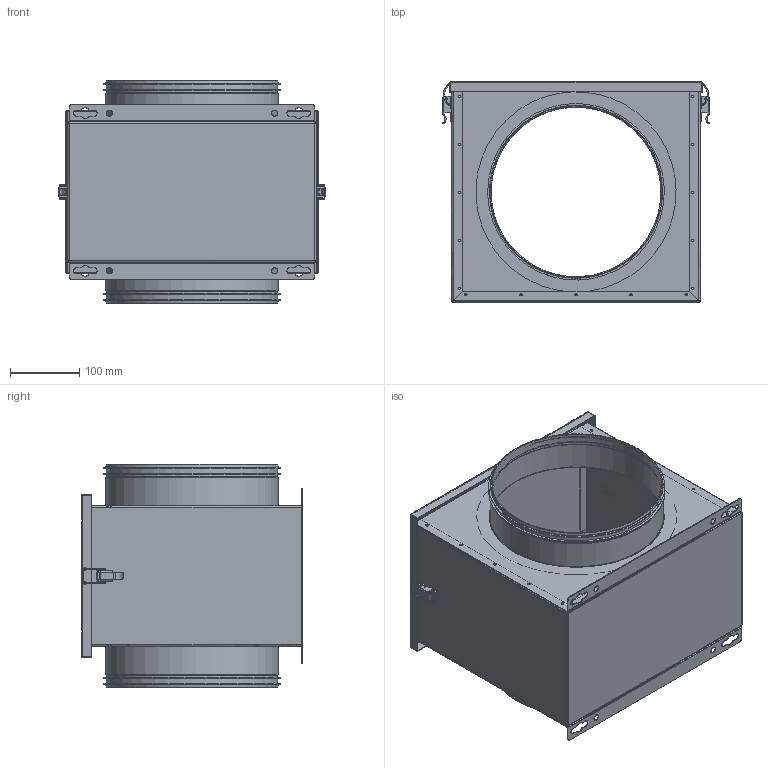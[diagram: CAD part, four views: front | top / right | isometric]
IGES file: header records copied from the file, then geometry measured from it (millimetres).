
Global section: file name: TFE 25; native system: Autodesk Inventor 2023; preprocessor: unknown; author: matthew; date: 20240207.141833; units: millimetre
Bounding box: 383.4 x 318 x 321 mm (x, y, z)
Volume: 581818 mm3; surface area: 1143848.7 mm2
Topology: 3 solids, 4 shells, 618 faces, 1591 edges, 1015 vertices
Faces by surface type: bspline 618
